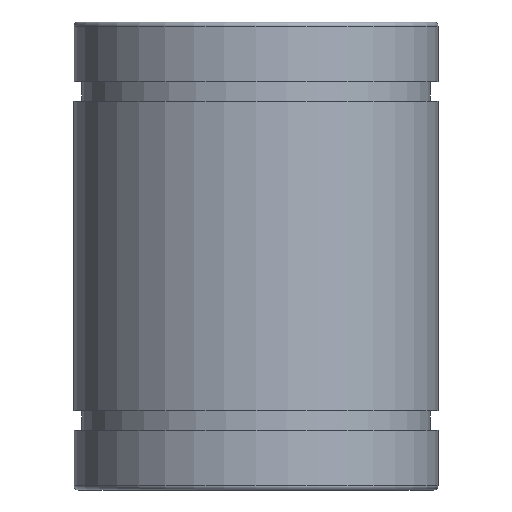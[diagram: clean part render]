
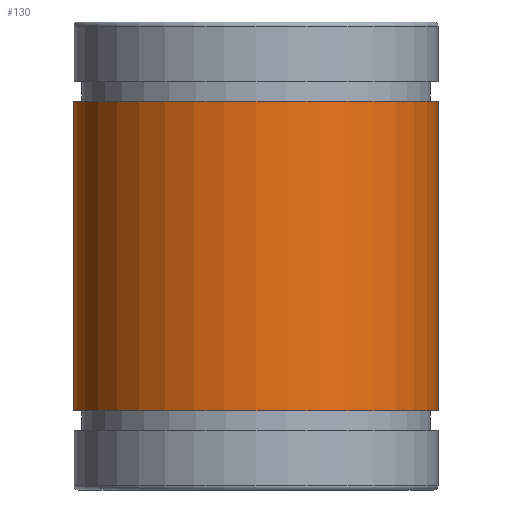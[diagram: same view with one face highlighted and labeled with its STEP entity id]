
A CAD part, front view. The second image highlights one B-rep face of the part: STEP entity #130.
In plain terms, the highlighted cylindrical face has radius 11.113 mm (diameter 22.225 mm), a partial arc.
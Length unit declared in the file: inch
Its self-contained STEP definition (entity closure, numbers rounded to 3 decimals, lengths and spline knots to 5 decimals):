
#130 = ADVANCED_FACE ( 'NONE', ( #1108 ), #4135, .T. ) ;
#192 = DIRECTION ( 'NONE',  ( 0., 0., 1. ) ) ;
#204 = EDGE_LOOP ( 'NONE', ( #1050, #3313, #2764, #1823 ) ) ;
#380 = CIRCLE ( 'NONE', #3204, 0.4375 ) ;
#432 = VERTEX_POINT ( 'NONE', #3174 ) ;
#863 = CARTESIAN_POINT ( 'NONE',  ( 0., 0., 0.3725 ) ) ;
#1050 = ORIENTED_EDGE ( 'NONE', *, *, #2614, .F. ) ;
#1108 = FACE_OUTER_BOUND ( 'NONE', #204, .T. ) ;
#1132 = CARTESIAN_POINT ( 'NONE',  ( 0., 0., 0.5625 ) ) ;
#1383 = VERTEX_POINT ( 'NONE', #5850 ) ;
#1823 = ORIENTED_EDGE ( 'NONE', *, *, #5810, .F. ) ;
#2162 = VECTOR ( 'NONE', #3853, 39.37008 ) ;
#2431 = LINE ( 'NONE', #5439, #2162 ) ;
#2614 = EDGE_CURVE ( 'NONE', #3554, #3564, #2431, .T. ) ;
#2720 = CARTESIAN_POINT ( 'NONE',  ( -0.4375, 0., 0.3725 ) ) ;
#2764 = ORIENTED_EDGE ( 'NONE', *, *, #4884, .T. ) ;
#2946 = AXIS2_PLACEMENT_3D ( 'NONE', #1132, #5983, #4867 ) ;
#3174 = CARTESIAN_POINT ( 'NONE',  ( 0.4375, 0., 0.3725 ) ) ;
#3204 = AXIS2_PLACEMENT_3D ( 'NONE', #863, #3558, #6122 ) ;
#3286 = CARTESIAN_POINT ( 'NONE',  ( -0.4375, 0., -0.3725 ) ) ;
#3313 = ORIENTED_EDGE ( 'NONE', *, *, #6952, .T. ) ;
#3475 = DIRECTION ( 'NONE',  ( 1., 0., 0. ) ) ;
#3554 = VERTEX_POINT ( 'NONE', #3286 ) ;
#3558 = DIRECTION ( 'NONE',  ( 0., 0., 1. ) ) ;
#3564 = VERTEX_POINT ( 'NONE', #2720 ) ;
#3659 = CARTESIAN_POINT ( 'NONE',  ( 0.4375, 0., 0.5625 ) ) ;
#3853 = DIRECTION ( 'NONE',  ( 0., 0., 1. ) ) ;
#3859 = AXIS2_PLACEMENT_3D ( 'NONE', #6156, #192, #3475 ) ;
#3930 = VECTOR ( 'NONE', #4197, 39.37008 ) ;
#4135 = CYLINDRICAL_SURFACE ( 'NONE', #2946, 0.4375 ) ;
#4197 = DIRECTION ( 'NONE',  ( 0., 0., 1. ) ) ;
#4670 = CIRCLE ( 'NONE', #3859, 0.4375 ) ;
#4680 = LINE ( 'NONE', #3659, #3930 ) ;
#4867 = DIRECTION ( 'NONE',  ( 1., 0., 0. ) ) ;
#4884 = EDGE_CURVE ( 'NONE', #1383, #432, #4680, .T. ) ;
#5439 = CARTESIAN_POINT ( 'NONE',  ( -0.4375, 0., 0.5625 ) ) ;
#5810 = EDGE_CURVE ( 'NONE', #3564, #432, #380, .T. ) ;
#5850 = CARTESIAN_POINT ( 'NONE',  ( 0.4375, 0., -0.3725 ) ) ;
#5983 = DIRECTION ( 'NONE',  ( 0., 0., 1. ) ) ;
#6122 = DIRECTION ( 'NONE',  ( 1., 0., 0. ) ) ;
#6156 = CARTESIAN_POINT ( 'NONE',  ( 0., 0., -0.3725 ) ) ;
#6952 = EDGE_CURVE ( 'NONE', #3554, #1383, #4670, .T. ) ;
